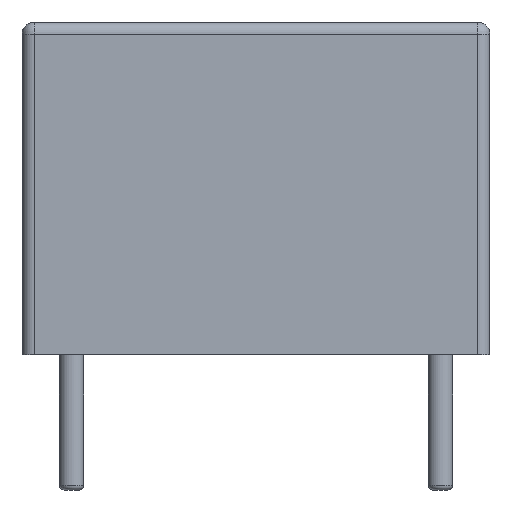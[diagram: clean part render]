
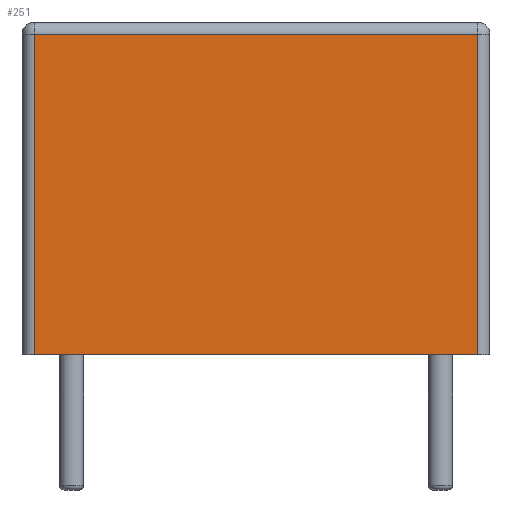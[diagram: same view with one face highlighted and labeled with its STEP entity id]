
A CAD part, front view. The second image highlights one B-rep face of the part: STEP entity #251.
In plain terms, the highlighted planar face has unit normal (0, -1, 0).
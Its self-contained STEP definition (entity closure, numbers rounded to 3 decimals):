
#13=DIRECTION('',(0.,0.,1.));
#57=DIRECTION('',(0.,-1.,0.));
#60=VERTEX_POINT('',#61);
#61=CARTESIAN_POINT('',(8.39,-17.53,0.01));
#67=EDGE_CURVE('',#60,#68,#70,.T.);
#68=VERTEX_POINT('',#69);
#69=CARTESIAN_POINT('',(-0.77,-17.53,0.01));
#70=LINE('',#71,#72);
#71=CARTESIAN_POINT('',(8.64,-17.53,0.01));
#72=VECTOR('',#73,1.);
#73=DIRECTION('',(-1.,0.,0.));
#188=VECTOR('',#13,1.);
#222=EDGE_CURVE('',#60,#223,#225,.T.);
#223=VERTEX_POINT('',#224);
#224=CARTESIAN_POINT('',(8.39,-17.53,6.64));
#225=LINE('',#61,#188);
#251=ADVANCED_FACE('',(#252),#264,.T.);
#252=FACE_BOUND('',#253,.T.);
#253=EDGE_LOOP('',(#254,#255,#260,#263));
#254=ORIENTED_EDGE('',*,*,#222,.T.);
#255=ORIENTED_EDGE('',*,*,#256,.T.);
#256=EDGE_CURVE('',#223,#257,#259,.T.);
#257=VERTEX_POINT('',#258);
#258=CARTESIAN_POINT('',(-0.77,-17.53,6.64));
#259=LINE('',#224,#72);
#260=ORIENTED_EDGE('',*,*,#261,.F.);
#261=EDGE_CURVE('',#68,#257,#262,.T.);
#262=LINE('',#69,#188);
#263=ORIENTED_EDGE('',*,*,#67,.F.);
#264=PLANE('',#265);
#265=AXIS2_PLACEMENT_3D('',#71,#57,#73);
